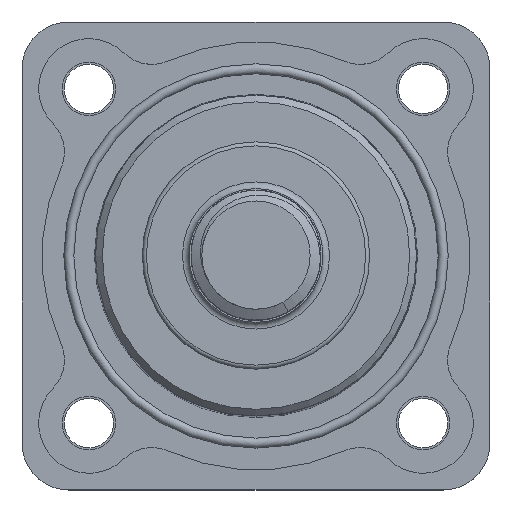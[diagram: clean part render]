
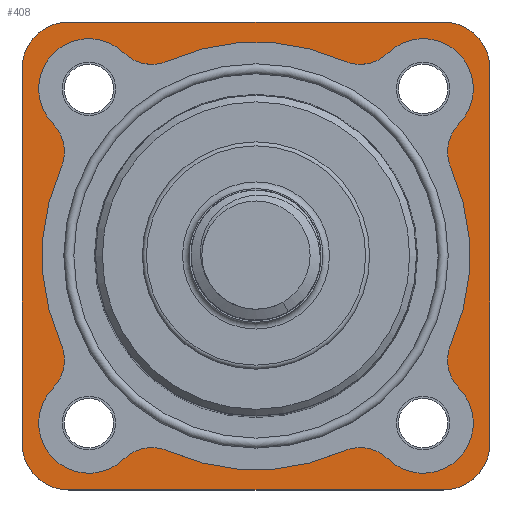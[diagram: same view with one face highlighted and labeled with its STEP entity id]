
A CAD part, top view. The second image highlights one B-rep face of the part: STEP entity #408.
In plain terms, the highlighted planar face has unit normal (0, 0, 1).
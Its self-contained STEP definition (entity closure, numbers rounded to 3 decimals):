
#128=LINE('',#2067,#168);
#131=LINE('',#2077,#171);
#136=LINE('',#2091,#176);
#140=LINE('',#2103,#180);
#168=VECTOR('',#1720,1.);
#171=VECTOR('',#1731,1.);
#176=VECTOR('',#1744,1.);
#180=VECTOR('',#1756,1.);
#325=FACE_BOUND('',#599,.T.);
#326=FACE_BOUND('',#600,.T.);
#408=ADVANCED_FACE('',(#325,#326),#447,.T.);
#447=PLANE('',#1427);
#599=EDGE_LOOP('',(#834,#835,#836,#837,#838,#839,#840,#841,#842,#843,#844,
#845,#846,#847,#848,#849));
#600=EDGE_LOOP('',(#850,#851,#852,#853,#854,#855,#856,#857));
#834=ORIENTED_EDGE('',*,*,#1099,.F.);
#835=ORIENTED_EDGE('',*,*,#1102,.F.);
#836=ORIENTED_EDGE('',*,*,#1105,.F.);
#837=ORIENTED_EDGE('',*,*,#1059,.F.);
#838=ORIENTED_EDGE('',*,*,#1063,.F.);
#839=ORIENTED_EDGE('',*,*,#1066,.F.);
#840=ORIENTED_EDGE('',*,*,#1069,.F.);
#841=ORIENTED_EDGE('',*,*,#1072,.F.);
#842=ORIENTED_EDGE('',*,*,#1075,.F.);
#843=ORIENTED_EDGE('',*,*,#1078,.F.);
#844=ORIENTED_EDGE('',*,*,#1081,.F.);
#845=ORIENTED_EDGE('',*,*,#1084,.F.);
#846=ORIENTED_EDGE('',*,*,#1087,.F.);
#847=ORIENTED_EDGE('',*,*,#1090,.F.);
#848=ORIENTED_EDGE('',*,*,#1093,.F.);
#849=ORIENTED_EDGE('',*,*,#1096,.F.);
#850=ORIENTED_EDGE('',*,*,#1150,.T.);
#851=ORIENTED_EDGE('',*,*,#1143,.T.);
#852=ORIENTED_EDGE('',*,*,#1139,.T.);
#853=ORIENTED_EDGE('',*,*,#1137,.T.);
#854=ORIENTED_EDGE('',*,*,#1133,.T.);
#855=ORIENTED_EDGE('',*,*,#1130,.T.);
#856=ORIENTED_EDGE('',*,*,#1127,.T.);
#857=ORIENTED_EDGE('',*,*,#1125,.T.);
#945=VERTEX_POINT('',#1917);
#946=VERTEX_POINT('',#1918);
#949=VERTEX_POINT('',#1926);
#951=VERTEX_POINT('',#1932);
#953=VERTEX_POINT('',#1938);
#955=VERTEX_POINT('',#1944);
#957=VERTEX_POINT('',#1950);
#959=VERTEX_POINT('',#1956);
#961=VERTEX_POINT('',#1962);
#963=VERTEX_POINT('',#1968);
#965=VERTEX_POINT('',#1974);
#967=VERTEX_POINT('',#1980);
#969=VERTEX_POINT('',#1986);
#971=VERTEX_POINT('',#1992);
#973=VERTEX_POINT('',#1998);
#975=VERTEX_POINT('',#2004);
#995=VERTEX_POINT('',#2066);
#996=VERTEX_POINT('',#2068);
#997=VERTEX_POINT('',#2072);
#999=VERTEX_POINT('',#2078);
#1001=VERTEX_POINT('',#2084);
#1004=VERTEX_POINT('',#2092);
#1005=VERTEX_POINT('',#2096);
#1008=VERTEX_POINT('',#2104);
#1059=EDGE_CURVE('',#945,#946,#1206,.T.);
#1063=EDGE_CURVE('',#949,#945,#1208,.T.);
#1066=EDGE_CURVE('',#951,#949,#1210,.T.);
#1069=EDGE_CURVE('',#953,#951,#1212,.T.);
#1072=EDGE_CURVE('',#955,#953,#1214,.T.);
#1075=EDGE_CURVE('',#957,#955,#1216,.T.);
#1078=EDGE_CURVE('',#959,#957,#1218,.T.);
#1081=EDGE_CURVE('',#961,#959,#1220,.T.);
#1084=EDGE_CURVE('',#963,#961,#1222,.T.);
#1087=EDGE_CURVE('',#965,#963,#1224,.T.);
#1090=EDGE_CURVE('',#967,#965,#1226,.T.);
#1093=EDGE_CURVE('',#969,#967,#1228,.T.);
#1096=EDGE_CURVE('',#971,#969,#1230,.T.);
#1099=EDGE_CURVE('',#973,#971,#1232,.T.);
#1102=EDGE_CURVE('',#975,#973,#1234,.T.);
#1105=EDGE_CURVE('',#946,#975,#1236,.T.);
#1125=EDGE_CURVE('',#996,#995,#128,.T.);
#1127=EDGE_CURVE('',#997,#996,#1254,.T.);
#1130=EDGE_CURVE('',#999,#997,#131,.T.);
#1133=EDGE_CURVE('',#1001,#999,#1256,.T.);
#1137=EDGE_CURVE('',#1004,#1001,#136,.T.);
#1139=EDGE_CURVE('',#1005,#1004,#1258,.T.);
#1143=EDGE_CURVE('',#1008,#1005,#140,.T.);
#1150=EDGE_CURVE('',#995,#1008,#1265,.T.);
#1206=CIRCLE('',#1320,16.);
#1208=CIRCLE('',#1323,3.);
#1210=CIRCLE('',#1326,3.75);
#1212=CIRCLE('',#1329,3.);
#1214=CIRCLE('',#1332,16.);
#1216=CIRCLE('',#1335,3.);
#1218=CIRCLE('',#1338,3.75);
#1220=CIRCLE('',#1341,3.);
#1222=CIRCLE('',#1344,16.);
#1224=CIRCLE('',#1347,3.);
#1226=CIRCLE('',#1350,3.75);
#1228=CIRCLE('',#1353,3.);
#1230=CIRCLE('',#1356,16.);
#1232=CIRCLE('',#1359,3.);
#1234=CIRCLE('',#1362,3.75);
#1236=CIRCLE('',#1365,3.);
#1254=CIRCLE('',#1403,3.5);
#1256=CIRCLE('',#1407,3.5);
#1258=CIRCLE('',#1411,3.5);
#1265=CIRCLE('',#1425,3.5);
#1320=AXIS2_PLACEMENT_3D('',#1916,#1538,#1539);
#1323=AXIS2_PLACEMENT_3D('',#1925,#1546,#1547);
#1326=AXIS2_PLACEMENT_3D('',#1931,#1553,#1554);
#1329=AXIS2_PLACEMENT_3D('',#1937,#1560,#1561);
#1332=AXIS2_PLACEMENT_3D('',#1943,#1567,#1568);
#1335=AXIS2_PLACEMENT_3D('',#1949,#1574,#1575);
#1338=AXIS2_PLACEMENT_3D('',#1955,#1581,#1582);
#1341=AXIS2_PLACEMENT_3D('',#1961,#1588,#1589);
#1344=AXIS2_PLACEMENT_3D('',#1967,#1595,#1596);
#1347=AXIS2_PLACEMENT_3D('',#1973,#1602,#1603);
#1350=AXIS2_PLACEMENT_3D('',#1979,#1609,#1610);
#1353=AXIS2_PLACEMENT_3D('',#1985,#1616,#1617);
#1356=AXIS2_PLACEMENT_3D('',#1991,#1623,#1624);
#1359=AXIS2_PLACEMENT_3D('',#1997,#1630,#1631);
#1362=AXIS2_PLACEMENT_3D('',#2003,#1637,#1638);
#1365=AXIS2_PLACEMENT_3D('',#2009,#1644,#1645);
#1403=AXIS2_PLACEMENT_3D('',#2071,#1724,#1725);
#1407=AXIS2_PLACEMENT_3D('',#2083,#1736,#1737);
#1411=AXIS2_PLACEMENT_3D('',#2095,#1748,#1749);
#1425=AXIS2_PLACEMENT_3D('',#2121,#1780,#1781);
#1427=AXIS2_PLACEMENT_3D('',#2123,#1784,#1785);
#1538=DIRECTION('',(0.,0.,1.));
#1539=DIRECTION('',(1.,0.,0.));
#1546=DIRECTION('',(0.,0.,-1.));
#1547=DIRECTION('',(1.,0.,0.));
#1553=DIRECTION('',(0.,0.,1.));
#1554=DIRECTION('',(1.,0.,0.));
#1560=DIRECTION('',(0.,0.,-1.));
#1561=DIRECTION('',(1.,0.,0.));
#1567=DIRECTION('',(0.,0.,1.));
#1568=DIRECTION('',(1.,0.,0.));
#1574=DIRECTION('',(0.,0.,-1.));
#1575=DIRECTION('',(1.,0.,0.));
#1581=DIRECTION('',(0.,0.,1.));
#1582=DIRECTION('',(1.,0.,0.));
#1588=DIRECTION('',(0.,0.,-1.));
#1589=DIRECTION('',(1.,0.,0.));
#1595=DIRECTION('',(0.,0.,1.));
#1596=DIRECTION('',(1.,0.,0.));
#1602=DIRECTION('',(0.,0.,-1.));
#1603=DIRECTION('',(1.,0.,0.));
#1609=DIRECTION('',(0.,0.,1.));
#1610=DIRECTION('',(1.,0.,0.));
#1616=DIRECTION('',(0.,0.,-1.));
#1617=DIRECTION('',(1.,0.,0.));
#1623=DIRECTION('',(0.,0.,1.));
#1624=DIRECTION('',(1.,0.,0.));
#1630=DIRECTION('',(0.,0.,-1.));
#1631=DIRECTION('',(1.,0.,0.));
#1637=DIRECTION('',(0.,0.,1.));
#1638=DIRECTION('',(1.,0.,0.));
#1644=DIRECTION('',(0.,0.,-1.));
#1645=DIRECTION('',(1.,0.,0.));
#1720=DIRECTION('',(-1.,0.,0.));
#1724=DIRECTION('',(0.,0.,1.));
#1725=DIRECTION('',(1.,0.,0.));
#1731=DIRECTION('',(0.,1.,0.));
#1736=DIRECTION('',(0.,0.,1.));
#1737=DIRECTION('',(1.,0.,0.));
#1744=DIRECTION('',(1.,0.,0.));
#1748=DIRECTION('',(0.,0.,1.));
#1749=DIRECTION('',(1.,0.,0.));
#1756=DIRECTION('',(0.,-1.,0.));
#1780=DIRECTION('',(0.,0.,1.));
#1781=DIRECTION('',(1.,0.,0.));
#1784=DIRECTION('',(0.,0.,1.));
#1785=DIRECTION('',(1.,0.,0.));
#1916=CARTESIAN_POINT('',(0.,0.,3.5));
#1917=CARTESIAN_POINT('',(6.557,14.595,3.5));
#1918=CARTESIAN_POINT('',(-6.557,14.595,3.5));
#1925=CARTESIAN_POINT('',(7.786,17.331,3.5));
#1926=CARTESIAN_POINT('',(9.881,15.184,3.5));
#1931=CARTESIAN_POINT('',(12.5,12.5,3.5));
#1932=CARTESIAN_POINT('',(15.184,9.881,3.5));
#1937=CARTESIAN_POINT('',(17.331,7.786,3.5));
#1938=CARTESIAN_POINT('',(14.595,6.557,3.5));
#1943=CARTESIAN_POINT('',(0.,0.,3.5));
#1944=CARTESIAN_POINT('',(14.595,-6.557,3.5));
#1949=CARTESIAN_POINT('',(17.331,-7.786,3.5));
#1950=CARTESIAN_POINT('',(15.184,-9.881,3.5));
#1955=CARTESIAN_POINT('',(12.5,-12.5,3.5));
#1956=CARTESIAN_POINT('',(9.881,-15.184,3.5));
#1961=CARTESIAN_POINT('',(7.786,-17.331,3.5));
#1962=CARTESIAN_POINT('',(6.557,-14.595,3.5));
#1967=CARTESIAN_POINT('',(0.,0.,3.5));
#1968=CARTESIAN_POINT('',(-6.557,-14.595,3.5));
#1973=CARTESIAN_POINT('',(-7.786,-17.331,3.5));
#1974=CARTESIAN_POINT('',(-9.881,-15.184,3.5));
#1979=CARTESIAN_POINT('',(-12.5,-12.5,3.5));
#1980=CARTESIAN_POINT('',(-15.184,-9.881,3.5));
#1985=CARTESIAN_POINT('',(-17.331,-7.786,3.5));
#1986=CARTESIAN_POINT('',(-14.595,-6.557,3.5));
#1991=CARTESIAN_POINT('',(0.,0.,3.5));
#1992=CARTESIAN_POINT('',(-14.595,6.557,3.5));
#1997=CARTESIAN_POINT('',(-17.331,7.786,3.5));
#1998=CARTESIAN_POINT('',(-15.184,9.881,3.5));
#2003=CARTESIAN_POINT('',(-12.5,12.5,3.5));
#2004=CARTESIAN_POINT('',(-9.881,15.184,3.5));
#2009=CARTESIAN_POINT('',(-7.786,17.331,3.5));
#2066=CARTESIAN_POINT('',(-14.,17.5,3.5));
#2067=CARTESIAN_POINT('',(14.,17.5,3.5));
#2068=CARTESIAN_POINT('',(14.,17.5,3.5));
#2071=CARTESIAN_POINT('',(14.,14.,3.5));
#2072=CARTESIAN_POINT('',(17.5,14.,3.5));
#2077=CARTESIAN_POINT('',(17.5,-14.,3.5));
#2078=CARTESIAN_POINT('',(17.5,-14.,3.5));
#2083=CARTESIAN_POINT('',(14.,-14.,3.5));
#2084=CARTESIAN_POINT('',(14.,-17.5,3.5));
#2091=CARTESIAN_POINT('',(-14.,-17.5,3.5));
#2092=CARTESIAN_POINT('',(-14.,-17.5,3.5));
#2095=CARTESIAN_POINT('',(-14.,-14.,3.5));
#2096=CARTESIAN_POINT('',(-17.5,-14.,3.5));
#2103=CARTESIAN_POINT('',(-17.5,14.,3.5));
#2104=CARTESIAN_POINT('',(-17.5,14.,3.5));
#2121=CARTESIAN_POINT('',(-14.,14.,3.5));
#2123=CARTESIAN_POINT('',(-14.,14.,3.5));
